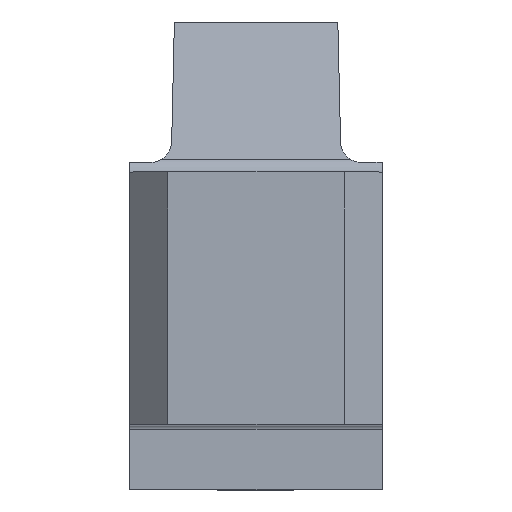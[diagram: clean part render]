
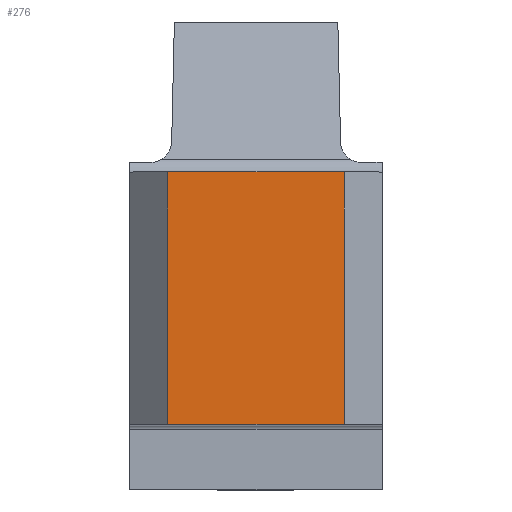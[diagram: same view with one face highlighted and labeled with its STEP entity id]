
A CAD part, top view. The second image highlights one B-rep face of the part: STEP entity #276.
In plain terms, the highlighted planar face has unit normal (0, 0, 1).
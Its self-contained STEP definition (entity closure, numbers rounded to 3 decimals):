
#276=ADVANCED_FACE('CU_BACK_SU1',(#451),#388,.F.);
#388=PLANE('',#2182);
#451=FACE_OUTER_BOUND('',#553,.T.);
#553=EDGE_LOOP('',(#781,#782,#783,#784));
#781=ORIENTED_EDGE('',*,*,#1536,.F.);
#782=ORIENTED_EDGE('',*,*,#1537,.T.);
#783=ORIENTED_EDGE('',*,*,#1538,.T.);
#784=ORIENTED_EDGE('',*,*,#1539,.F.);
#1339=VERTEX_POINT('',#3060);
#1340=VERTEX_POINT('',#3061);
#1341=VERTEX_POINT('',#3063);
#1342=VERTEX_POINT('',#3065);
#1536=EDGE_CURVE('',#1339,#1340,#1808,.T.);
#1537=EDGE_CURVE('',#1339,#1341,#1809,.T.);
#1538=EDGE_CURVE('',#1341,#1342,#1810,.T.);
#1539=EDGE_CURVE('',#1340,#1342,#1811,.T.);
#1808=LINE('',#3059,#1967);
#1809=LINE('',#3062,#1968);
#1810=LINE('',#3064,#1969);
#1811=LINE('',#3066,#1970);
#1967=VECTOR('',#2447,1.);
#1968=VECTOR('',#2448,1.);
#1969=VECTOR('',#2449,1.);
#1970=VECTOR('',#2450,1.);
#2182=AXIS2_PLACEMENT_3D('',#3067,#2451,#2452);
#2447=DIRECTION('',(0.,1.,0.));
#2448=DIRECTION('',(1.,0.,0.));
#2449=DIRECTION('',(0.,1.,0.));
#2450=DIRECTION('',(1.,0.,0.));
#2451=DIRECTION('',(0.,0.,-1.));
#2452=DIRECTION('',(-1.,0.,0.));
#3059=CARTESIAN_POINT('',(-16.925,0.,0.));
#3060=CARTESIAN_POINT('',(-16.925,0.,0.));
#3061=CARTESIAN_POINT('',(-16.925,19.925,0.));
#3062=CARTESIAN_POINT('',(-110.,0.,0.));
#3063=CARTESIAN_POINT('',(-3.,0.,0.));
#3064=CARTESIAN_POINT('',(-3.,0.,0.));
#3065=CARTESIAN_POINT('',(-3.,19.925,0.));
#3066=CARTESIAN_POINT('',(-110.,19.925,0.));
#3067=CARTESIAN_POINT('',(14.154,31.886,0.));
